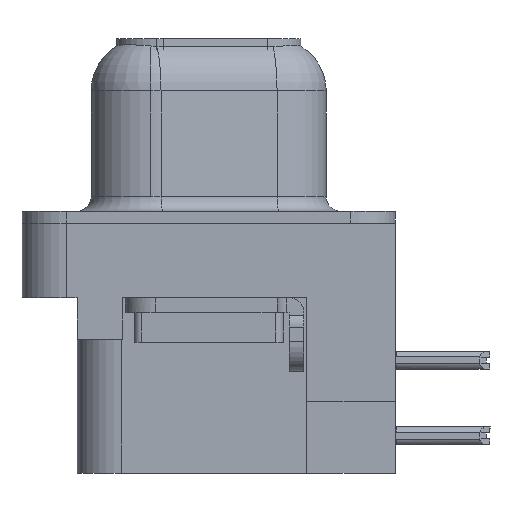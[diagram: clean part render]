
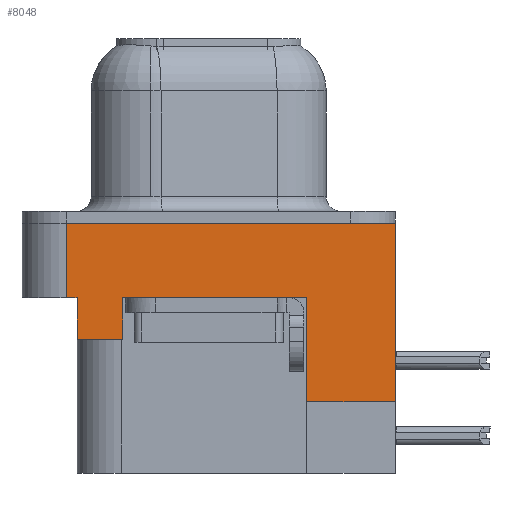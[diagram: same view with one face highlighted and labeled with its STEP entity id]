
A CAD part, left-side view. The second image highlights one B-rep face of the part: STEP entity #8048.
In plain terms, the highlighted planar face has unit normal (-1, 0, 0).
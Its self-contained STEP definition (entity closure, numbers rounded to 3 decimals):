
#562 = EDGE_CURVE ( 'NONE', #15646, #15994, #20119, .T. ) ;
#832 = EDGE_CURVE ( 'NONE', #11943, #6821, #24443, .T. ) ;
#1000 = DIRECTION ( 'NONE',  ( 0., 0., 1. ) ) ;
#1222 = DIRECTION ( 'NONE',  ( -1., 0., 0. ) ) ;
#1429 = CARTESIAN_POINT ( 'NONE',  ( -2.935, -6.275, 0. ) ) ;
#2407 = LINE ( 'NONE', #7412, #22467 ) ;
#2725 = DIRECTION ( 'NONE',  ( 0., 1., 0. ) ) ;
#2744 = ORIENTED_EDGE ( 'NONE', *, *, #20433, .F. ) ;
#3067 = CARTESIAN_POINT ( 'NONE',  ( -2.935, 2.895, -2.5 ) ) ;
#3965 = EDGE_CURVE ( 'NONE', #11943, #16794, #2407, .T. ) ;
#4085 = DIRECTION ( 'NONE',  ( 0., 0., 1. ) ) ;
#4242 = ORIENTED_EDGE ( 'NONE', *, *, #24561, .T. ) ;
#4613 = LINE ( 'NONE', #20964, #19988 ) ;
#4764 = LINE ( 'NONE', #16582, #20140 ) ;
#4982 = LINE ( 'NONE', #24105, #15623 ) ;
#5024 = VECTOR ( 'NONE', #7478, 1000. ) ;
#5245 = VERTEX_POINT ( 'NONE', #23336 ) ;
#5948 = CARTESIAN_POINT ( 'NONE',  ( -2.935, -3.295, -6. ) ) ;
#6267 = CARTESIAN_POINT ( 'NONE',  ( -2.935, -3.295, -2.5 ) ) ;
#6399 = CARTESIAN_POINT ( 'NONE',  ( -2.935, 4.425, -3.9 ) ) ;
#6821 = VERTEX_POINT ( 'NONE', #8844 ) ;
#7412 = CARTESIAN_POINT ( 'NONE',  ( -2.935, 2.895, -3.9 ) ) ;
#7478 = DIRECTION ( 'NONE',  ( 0., -1., 0. ) ) ;
#8048 = ADVANCED_FACE ( 'NONE', ( #21111 ), #23084, .T. ) ;
#8569 = CARTESIAN_POINT ( 'NONE',  ( -2.935, -3.295, -8.4 ) ) ;
#8794 = ORIENTED_EDGE ( 'NONE', *, *, #3965, .T. ) ;
#8844 = CARTESIAN_POINT ( 'NONE',  ( -2.935, 4.425, -3.9 ) ) ;
#9327 = ORIENTED_EDGE ( 'NONE', *, *, #20947, .T. ) ;
#9457 = VECTOR ( 'NONE', #24993, 1000. ) ;
#9996 = VERTEX_POINT ( 'NONE', #6267 ) ;
#10409 = ORIENTED_EDGE ( 'NONE', *, *, #16740, .F. ) ;
#10416 = EDGE_CURVE ( 'NONE', #22559, #13562, #18169, .T. ) ;
#10518 = AXIS2_PLACEMENT_3D ( 'NONE', #17078, #1222, #15221 ) ;
#10692 = CARTESIAN_POINT ( 'NONE',  ( -2.935, -6.275, -6. ) ) ;
#11089 = CARTESIAN_POINT ( 'NONE',  ( -2.935, -6.495, -6. ) ) ;
#11943 = VERTEX_POINT ( 'NONE', #13892 ) ;
#12147 = DIRECTION ( 'NONE',  ( 0., 0., 1. ) ) ;
#12706 = ORIENTED_EDGE ( 'NONE', *, *, #832, .F. ) ;
#12819 = VECTOR ( 'NONE', #25057, 1000. ) ;
#13562 = VERTEX_POINT ( 'NONE', #5948 ) ;
#13892 = CARTESIAN_POINT ( 'NONE',  ( -2.935, 2.895, -3.9 ) ) ;
#14194 = LINE ( 'NONE', #8569, #18891 ) ;
#14326 = LINE ( 'NONE', #6399, #19025 ) ;
#14564 = DIRECTION ( 'NONE',  ( 0., -1., 0. ) ) ;
#14595 = DIRECTION ( 'NONE',  ( 0., 0., 1. ) ) ;
#14724 = ORIENTED_EDGE ( 'NONE', *, *, #10416, .F. ) ;
#15078 = VECTOR ( 'NONE', #2725, 1000. ) ;
#15193 = ORIENTED_EDGE ( 'NONE', *, *, #22433, .F. ) ;
#15221 = DIRECTION ( 'NONE',  ( 0., 0., 1. ) ) ;
#15623 = VECTOR ( 'NONE', #12147, 1000. ) ;
#15646 = VERTEX_POINT ( 'NONE', #16095 ) ;
#15994 = VERTEX_POINT ( 'NONE', #21085 ) ;
#16095 = CARTESIAN_POINT ( 'NONE',  ( -2.935, 4.775, -2.5 ) ) ;
#16555 = CARTESIAN_POINT ( 'NONE',  ( -2.935, -6.275, -2.5 ) ) ;
#16582 = CARTESIAN_POINT ( 'NONE',  ( -2.935, -6.275, -2.5 ) ) ;
#16740 = EDGE_CURVE ( 'NONE', #15646, #5245, #4613, .T. ) ;
#16766 = CARTESIAN_POINT ( 'NONE',  ( -2.935, 4.425, -3.9 ) ) ;
#16794 = VERTEX_POINT ( 'NONE', #3067 ) ;
#17061 = EDGE_CURVE ( 'NONE', #6821, #15994, #14326, .T. ) ;
#17078 = CARTESIAN_POINT ( 'NONE',  ( -2.935, -6.275, -2.5 ) ) ;
#17949 = CARTESIAN_POINT ( 'NONE',  ( -2.935, -6.275, 0. ) ) ;
#18169 = LINE ( 'NONE', #11089, #12819 ) ;
#18891 = VECTOR ( 'NONE', #14595, 1000. ) ;
#19025 = VECTOR ( 'NONE', #22431, 1000. ) ;
#19933 = VERTEX_POINT ( 'NONE', #17949 ) ;
#19982 = ORIENTED_EDGE ( 'NONE', *, *, #562, .T. ) ;
#19988 = VECTOR ( 'NONE', #1000, 1000. ) ;
#20119 = LINE ( 'NONE', #16555, #9457 ) ;
#20140 = VECTOR ( 'NONE', #14564, 1000. ) ;
#20433 = EDGE_CURVE ( 'NONE', #13562, #9996, #14194, .T. ) ;
#20947 = EDGE_CURVE ( 'NONE', #16794, #9996, #4764, .T. ) ;
#20959 = ORIENTED_EDGE ( 'NONE', *, *, #17061, .F. ) ;
#20964 = CARTESIAN_POINT ( 'NONE',  ( -2.935, 4.775, -2.5 ) ) ;
#21085 = CARTESIAN_POINT ( 'NONE',  ( -2.935, 4.425, -2.5 ) ) ;
#21111 = FACE_OUTER_BOUND ( 'NONE', #25662, .T. ) ;
#21637 = LINE ( 'NONE', #1429, #5024 ) ;
#22431 = DIRECTION ( 'NONE',  ( 0., 0., 1. ) ) ;
#22433 = EDGE_CURVE ( 'NONE', #5245, #19933, #21637, .T. ) ;
#22467 = VECTOR ( 'NONE', #4085, 1000. ) ;
#22559 = VERTEX_POINT ( 'NONE', #10692 ) ;
#23084 = PLANE ( 'NONE',  #10518 ) ;
#23336 = CARTESIAN_POINT ( 'NONE',  ( -2.935, 4.775, 0. ) ) ;
#24105 = CARTESIAN_POINT ( 'NONE',  ( -2.935, -6.275, -2.5 ) ) ;
#24443 = LINE ( 'NONE', #16766, #15078 ) ;
#24561 = EDGE_CURVE ( 'NONE', #22559, #19933, #4982, .T. ) ;
#24993 = DIRECTION ( 'NONE',  ( 0., -1., 0. ) ) ;
#25057 = DIRECTION ( 'NONE',  ( 0., 1., 0. ) ) ;
#25662 = EDGE_LOOP ( 'NONE', ( #14724, #4242, #15193, #10409, #19982, #20959, #12706, #8794, #9327, #2744 ) ) ;
